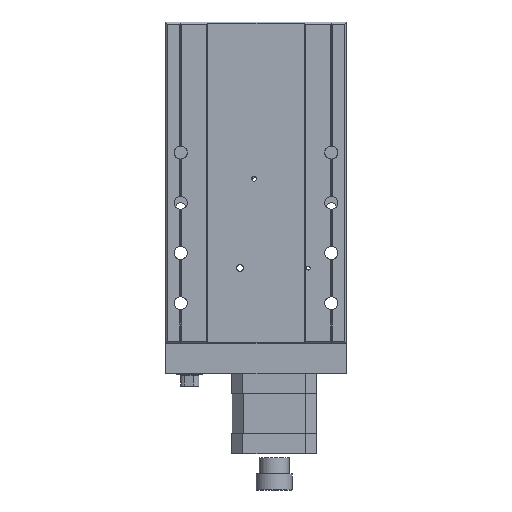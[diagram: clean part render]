
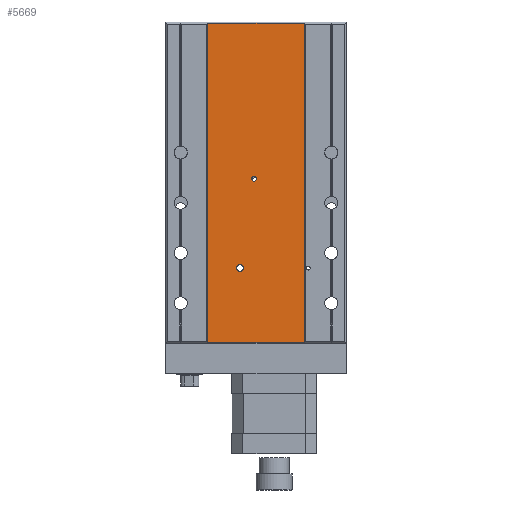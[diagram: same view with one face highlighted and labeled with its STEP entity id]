
A CAD part, front view. The second image highlights one B-rep face of the part: STEP entity #5669.
In plain terms, the highlighted planar face has unit normal (0, -1, 0).
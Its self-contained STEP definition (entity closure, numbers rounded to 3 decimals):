
#29 = CARTESIAN_POINT ( 'NONE',  ( -1., 1.5, 82. ) ) ;
#53 = EDGE_CURVE ( 'NONE', #20010, #17469, #2516, .T. ) ;
#74 = ORIENTED_EDGE ( 'NONE', *, *, #3543, .T. ) ;
#113 = FACE_BOUND ( 'NONE', #2940, .T. ) ;
#541 = VERTEX_POINT ( 'NONE', #17513 ) ;
#878 = CARTESIAN_POINT ( 'NONE',  ( -24.134, 1.5, 160. ) ) ;
#1120 = AXIS2_PLACEMENT_3D ( 'NONE', #3637, #5476, #15058 ) ;
#1636 = DIRECTION ( 'NONE',  ( -1., 0., 0. ) ) ;
#1805 = DIRECTION ( 'NONE',  ( 0., 0., 1. ) ) ;
#2516 = LINE ( 'NONE', #878, #10676 ) ;
#2940 = EDGE_LOOP ( 'NONE', ( #4790, #20142 ) ) ;
#3086 = CARTESIAN_POINT ( 'NONE',  ( -25., 1.5, 0.5 ) ) ;
#3507 = CARTESIAN_POINT ( 'NONE',  ( -24.134, 1.5, 160. ) ) ;
#3543 = EDGE_CURVE ( 'NONE', #17469, #19857, #7556, .T. ) ;
#3637 = CARTESIAN_POINT ( 'NONE',  ( -1., 1.5, 82. ) ) ;
#4020 = EDGE_LOOP ( 'NONE', ( #9440, #5016 ) ) ;
#4691 = DIRECTION ( 'NONE',  ( 1., 0., 0. ) ) ;
#4790 = ORIENTED_EDGE ( 'NONE', *, *, #12828, .T. ) ;
#5016 = ORIENTED_EDGE ( 'NONE', *, *, #17481, .T. ) ;
#5476 = DIRECTION ( 'NONE',  ( 0., 1., 0. ) ) ;
#5669 = ADVANCED_FACE ( 'NONE', ( #16672, #113, #13099 ), #9797, .F. ) ;
#6130 = CARTESIAN_POINT ( 'NONE',  ( -8., 1.5, 37.5 ) ) ;
#6445 = DIRECTION ( 'NONE',  ( 0., 0., 1. ) ) ;
#6523 = LINE ( 'NONE', #17729, #16475 ) ;
#6787 = DIRECTION ( 'NONE',  ( 0., 1., 0. ) ) ;
#7249 = ORIENTED_EDGE ( 'NONE', *, *, #13484, .T. ) ;
#7556 = LINE ( 'NONE', #3086, #17251 ) ;
#7597 = VERTEX_POINT ( 'NONE', #17717 ) ;
#7846 = VECTOR ( 'NONE', #14519, 1000. ) ;
#7982 = CARTESIAN_POINT ( 'NONE',  ( 24.134, 1.5, 160. ) ) ;
#8063 = DIRECTION ( 'NONE',  ( 0., 1., 0. ) ) ;
#8515 = AXIS2_PLACEMENT_3D ( 'NONE', #29, #8063, #1805 ) ;
#8770 = CIRCLE ( 'NONE', #8515, 1.25 ) ;
#9232 = DIRECTION ( 'NONE',  ( 0., 0., 1. ) ) ;
#9440 = ORIENTED_EDGE ( 'NONE', *, *, #20942, .T. ) ;
#9730 = CIRCLE ( 'NONE', #16337, 1.65 ) ;
#9797 = PLANE ( 'NONE',  #15128 ) ;
#10676 = VECTOR ( 'NONE', #11998, 1000. ) ;
#10685 = CARTESIAN_POINT ( 'NONE',  ( -1., 1.5, 80.75 ) ) ;
#10698 = EDGE_LOOP ( 'NONE', ( #16777, #74, #13263, #7249 ) ) ;
#10918 = VERTEX_POINT ( 'NONE', #15084 ) ;
#11071 = DIRECTION ( 'NONE',  ( 0., 1., 0. ) ) ;
#11492 = EDGE_CURVE ( 'NONE', #13313, #7597, #18718, .T. ) ;
#11998 = DIRECTION ( 'NONE',  ( 0., 0., -1. ) ) ;
#12534 = CIRCLE ( 'NONE', #14364, 1.65 ) ;
#12743 = CARTESIAN_POINT ( 'NONE',  ( -24.134, 1.5, 159.5 ) ) ;
#12828 = EDGE_CURVE ( 'NONE', #7597, #13313, #8770, .T. ) ;
#13099 = FACE_OUTER_BOUND ( 'NONE', #10698, .T. ) ;
#13263 = ORIENTED_EDGE ( 'NONE', *, *, #13476, .F. ) ;
#13271 = VERTEX_POINT ( 'NONE', #17180 ) ;
#13313 = VERTEX_POINT ( 'NONE', #10685 ) ;
#13476 = EDGE_CURVE ( 'NONE', #541, #19857, #20808, .T. ) ;
#13484 = EDGE_CURVE ( 'NONE', #541, #20010, #6523, .T. ) ;
#13862 = CARTESIAN_POINT ( 'NONE',  ( 24.134, 1.5, 0.5 ) ) ;
#14218 = CARTESIAN_POINT ( 'NONE',  ( -24.134, 1.5, 0.5 ) ) ;
#14364 = AXIS2_PLACEMENT_3D ( 'NONE', #6130, #11071, #9232 ) ;
#14519 = DIRECTION ( 'NONE',  ( 0., 0., -1. ) ) ;
#14658 = DIRECTION ( 'NONE',  ( 0., 1., 0. ) ) ;
#14714 = DIRECTION ( 'NONE',  ( 0., 0., 1. ) ) ;
#15058 = DIRECTION ( 'NONE',  ( 0., 0., 1. ) ) ;
#15084 = CARTESIAN_POINT ( 'NONE',  ( -8., 1.5, 35.85 ) ) ;
#15128 = AXIS2_PLACEMENT_3D ( 'NONE', #3507, #6787, #14714 ) ;
#16337 = AXIS2_PLACEMENT_3D ( 'NONE', #20910, #14658, #6445 ) ;
#16475 = VECTOR ( 'NONE', #1636, 1000. ) ;
#16672 = FACE_BOUND ( 'NONE', #4020, .T. ) ;
#16777 = ORIENTED_EDGE ( 'NONE', *, *, #53, .T. ) ;
#17180 = CARTESIAN_POINT ( 'NONE',  ( -8., 1.5, 39.15 ) ) ;
#17251 = VECTOR ( 'NONE', #4691, 1000. ) ;
#17469 = VERTEX_POINT ( 'NONE', #14218 ) ;
#17481 = EDGE_CURVE ( 'NONE', #10918, #13271, #12534, .T. ) ;
#17513 = CARTESIAN_POINT ( 'NONE',  ( 24.134, 1.5, 159.5 ) ) ;
#17717 = CARTESIAN_POINT ( 'NONE',  ( -1., 1.5, 83.25 ) ) ;
#17729 = CARTESIAN_POINT ( 'NONE',  ( -45., 1.5, 159.5 ) ) ;
#18718 = CIRCLE ( 'NONE', #1120, 1.25 ) ;
#19857 = VERTEX_POINT ( 'NONE', #13862 ) ;
#20010 = VERTEX_POINT ( 'NONE', #12743 ) ;
#20142 = ORIENTED_EDGE ( 'NONE', *, *, #11492, .T. ) ;
#20808 = LINE ( 'NONE', #7982, #7846 ) ;
#20910 = CARTESIAN_POINT ( 'NONE',  ( -8., 1.5, 37.5 ) ) ;
#20942 = EDGE_CURVE ( 'NONE', #13271, #10918, #9730, .T. ) ;
